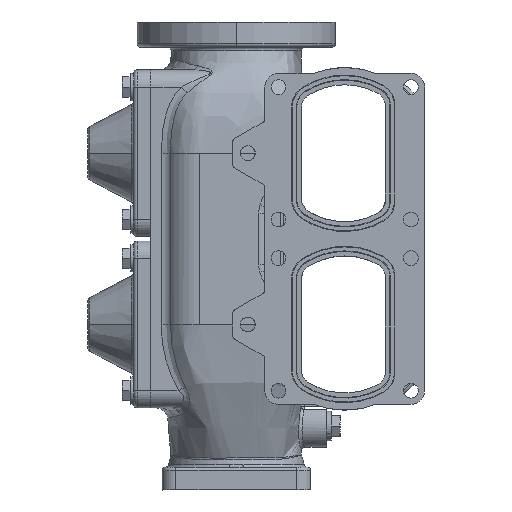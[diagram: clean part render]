
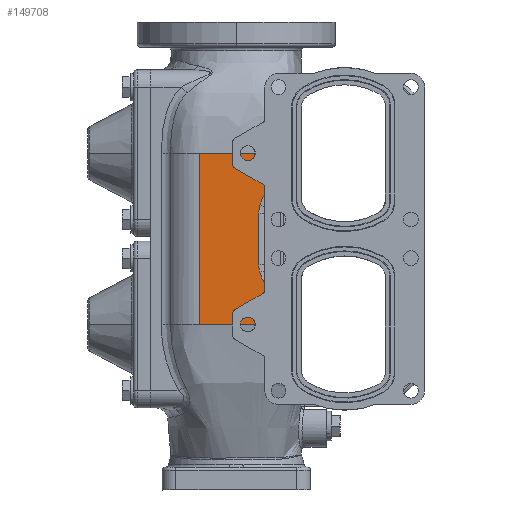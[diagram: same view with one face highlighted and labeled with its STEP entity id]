
A CAD part, left-side view. The second image highlights one B-rep face of the part: STEP entity #149708.
In plain terms, the highlighted planar face has unit normal (-1, 0, 0).
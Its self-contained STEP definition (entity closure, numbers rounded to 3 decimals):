
#308 = ORIENTED_EDGE ( 'NONE', *, *, #37438, .T. ) ;
#1005 = ORIENTED_EDGE ( 'NONE', *, *, #37459, .F. ) ;
#1161 = ORIENTED_EDGE ( 'NONE', *, *, #37517, .T. ) ;
#1705 = ORIENTED_EDGE ( 'NONE', *, *, #37495, .F. ) ;
#1756 = ORIENTED_EDGE ( 'NONE', *, *, #37505, .T. ) ;
#1772 = ORIENTED_EDGE ( 'NONE', *, *, #37519, .F. ) ;
#1789 = ORIENTED_EDGE ( 'NONE', *, *, #162952, .T. ) ;
#1822 = ORIENTED_EDGE ( 'NONE', *, *, #37510, .T. ) ;
#1913 = ORIENTED_EDGE ( 'NONE', *, *, #37486, .T. ) ;
#2243 = ORIENTED_EDGE ( 'NONE', *, *, #37507, .T. ) ;
#24778 = VERTEX_POINT ( 'NONE', #120584 ) ;
#25423 = VERTEX_POINT ( 'NONE', #118572 ) ;
#25631 = CARTESIAN_POINT ( 'NONE',  ( -89.999, 89., -75. ) ) ;
#25725 = VERTEX_POINT ( 'NONE', #118908 ) ;
#26205 = VERTEX_POINT ( 'NONE', #119664 ) ;
#26225 = VERTEX_POINT ( 'NONE', #119730 ) ;
#26357 = VERTEX_POINT ( 'NONE', #117889 ) ;
#27176 = VERTEX_POINT ( 'NONE', #119873 ) ;
#27276 = VERTEX_POINT ( 'NONE', #119477 ) ;
#37438 = EDGE_CURVE ( 'NONE', #25725, #25423, #137479, .T. ) ;
#37459 = EDGE_CURVE ( 'NONE', #26357, #25423, #73708, .T. ) ;
#37486 = EDGE_CURVE ( 'NONE', #27276, #26225, #137171, .T. ) ;
#37495 = EDGE_CURVE ( 'NONE', #27276, #50969, #73768, .T. ) ;
#37505 = EDGE_CURVE ( 'NONE', #24778, #51254, #73804, .T. ) ;
#37507 = EDGE_CURVE ( 'NONE', #26225, #27176, #146609, .T. ) ;
#37510 = EDGE_CURVE ( 'NONE', #27176, #26205, #73794, .T. ) ;
#37517 = EDGE_CURVE ( 'NONE', #26205, #25725, #146611, .T. ) ;
#37519 = EDGE_CURVE ( 'NONE', #24778, #26357, #137161, .T. ) ;
#50969 = VERTEX_POINT ( 'NONE', #75345 ) ;
#51254 = VERTEX_POINT ( 'NONE', #25631 ) ;
#60216 = CARTESIAN_POINT ( 'NONE',  ( -90., 34.85, 75. ) ) ;
#60332 = CARTESIAN_POINT ( 'NONE',  ( -90., 54.61, 75. ) ) ;
#60334 = CARTESIAN_POINT ( 'NONE',  ( -90., 40.55, 75. ) ) ;
#60338 = CARTESIAN_POINT ( 'NONE',  ( -90., 37.7, 75. ) ) ;
#60385 = CARTESIAN_POINT ( 'NONE',  ( -90., 32.081, 75. ) ) ;
#60655 = CARTESIAN_POINT ( 'NONE',  ( -90., 32., 75. ) ) ;
#60704 = CARTESIAN_POINT ( 'NONE',  ( -90., 32.04, 75. ) ) ;
#60849 = CARTESIAN_POINT ( 'NONE',  ( -90., 32.95, 75. ) ) ;
#60889 = CARTESIAN_POINT ( 'NONE',  ( -90., 82.16, 75. ) ) ;
#60893 = CARTESIAN_POINT ( 'NONE',  ( -90., 85.2, 75. ) ) ;
#60903 = CARTESIAN_POINT ( 'NONE',  ( -90., 87.48, 75. ) ) ;
#60909 = CARTESIAN_POINT ( 'NONE',  ( -90., 88.919, 75. ) ) ;
#60913 = CARTESIAN_POINT ( 'NONE',  ( -90., 36.336, 29.365 ) ) ;
#60918 = CARTESIAN_POINT ( 'NONE',  ( -90., 88.96, 75. ) ) ;
#60963 = CARTESIAN_POINT ( 'NONE',  ( -90., 68.48, 75. ) ) ;
#61138 = DIRECTION ( 'NONE',  ( 0., 0., -1. ) ) ;
#61146 = CARTESIAN_POINT ( 'NONE',  ( -90., 36.662, 28.265 ) ) ;
#61221 = CARTESIAN_POINT ( 'NONE',  ( -90., 32., -39.432 ) ) ;
#61227 = CARTESIAN_POINT ( 'NONE',  ( -90., 36.336, -29.365 ) ) ;
#61231 = CARTESIAN_POINT ( 'NONE',  ( -90., 33.651, -36.885 ) ) ;
#61234 = CARTESIAN_POINT ( 'NONE',  ( -90., 35.113, -33.49 ) ) ;
#61300 = CARTESIAN_POINT ( 'NONE',  ( -90., 32., 75. ) ) ;
#61303 = DIRECTION ( 'NONE',  ( 0., 0., -1. ) ) ;
#61332 = CARTESIAN_POINT ( 'NONE',  ( -90., 37.247, -22.623 ) ) ;
#61336 = CARTESIAN_POINT ( 'NONE',  ( -90., 37.247, -23.767 ) ) ;
#61340 = CARTESIAN_POINT ( 'NONE',  ( -90., 37.177, -24.902 ) ) ;
#61343 = CARTESIAN_POINT ( 'NONE',  ( -90., 36.884, -27.151 ) ) ;
#61346 = CARTESIAN_POINT ( 'NONE',  ( -90., 36.662, -28.265 ) ) ;
#61356 = DIRECTION ( 'NONE',  ( 0., 0., -1. ) ) ;
#61391 = CARTESIAN_POINT ( 'NONE',  ( -90., 36.336, -29.365 ) ) ;
#61404 = CARTESIAN_POINT ( 'NONE',  ( -90., 37.247, 75. ) ) ;
#61418 = DIRECTION ( 'NONE',  ( 0., 0., 1. ) ) ;
#61969 = CARTESIAN_POINT ( 'NONE',  ( -90., 37.247, 22.623 ) ) ;
#62048 = CARTESIAN_POINT ( 'NONE',  ( -89.999, 89., 75. ) ) ;
#62102 = CARTESIAN_POINT ( 'NONE',  ( -90., 37.247, 23.767 ) ) ;
#62134 = CARTESIAN_POINT ( 'NONE',  ( -90., 37.177, 24.902 ) ) ;
#62137 = CARTESIAN_POINT ( 'NONE',  ( -90., 36.884, 27.151 ) ) ;
#62376 = CARTESIAN_POINT ( 'NONE',  ( -90., 32., 75. ) ) ;
#62437 = CARTESIAN_POINT ( 'NONE',  ( -90., 33.651, 36.885 ) ) ;
#62496 = CARTESIAN_POINT ( 'NONE',  ( -90., 32., 39.432 ) ) ;
#62580 = CARTESIAN_POINT ( 'NONE',  ( -90., 35.113, 33.49 ) ) ;
#62741 = CARTESIAN_POINT ( 'NONE',  ( -90., 36.336, 29.365 ) ) ;
#63167 = CARTESIAN_POINT ( 'NONE',  ( -90., 89., 75. ) ) ;
#73708 = LINE ( 'NONE', #62376, #73735 ) ;
#73735 = VECTOR ( 'NONE', #61138, 1000. ) ;
#73768 = LINE ( 'NONE', #61300, #73781 ) ;
#73774 = VECTOR ( 'NONE', #61418, 1000. ) ;
#73781 = VECTOR ( 'NONE', #61303, 1000. ) ;
#73794 = LINE ( 'NONE', #61404, #73774 ) ;
#73797 = VECTOR ( 'NONE', #61356, 1000. ) ;
#73804 = LINE ( 'NONE', #63167, #73797 ) ;
#75345 = CARTESIAN_POINT ( 'NONE',  ( -90., 32., -75. ) ) ;
#77689 = EDGE_LOOP ( 'NONE', ( #1161, #308, #1005, #1772, #1756, #1789, #1705, #1913, #2243, #1822 ) ) ;
#92075 = AXIS2_PLACEMENT_3D ( 'NONE', #130898, #130932, #130935 ) ;
#94850 = B_SPLINE_CURVE_WITH_KNOTS ( 'NONE', 3,
 ( #182773, #182778, #182779, #182780 ),
 .UNSPECIFIED., .F., .F.,
 ( 4, 4 ),
 ( 0., 1. ),
 .UNSPECIFIED. ) ;
#117889 = CARTESIAN_POINT ( 'NONE',  ( -90., 32., 75. ) ) ;
#118572 = CARTESIAN_POINT ( 'NONE',  ( -90., 32., 39.432 ) ) ;
#118908 = CARTESIAN_POINT ( 'NONE',  ( -90., 36.336, 29.365 ) ) ;
#119477 = CARTESIAN_POINT ( 'NONE',  ( -90., 32., -39.432 ) ) ;
#119664 = CARTESIAN_POINT ( 'NONE',  ( -90., 37.247, 22.623 ) ) ;
#119730 = CARTESIAN_POINT ( 'NONE',  ( -90., 36.336, -29.365 ) ) ;
#119873 = CARTESIAN_POINT ( 'NONE',  ( -90., 37.247, -22.623 ) ) ;
#120584 = CARTESIAN_POINT ( 'NONE',  ( -89.999, 89., 75. ) ) ;
#130898 = CARTESIAN_POINT ( 'NONE',  ( -90., 89., 75. ) ) ;
#130901 = PLANE ( 'NONE',  #92075 ) ;
#130932 = DIRECTION ( 'NONE',  ( 1., 0., 0. ) ) ;
#130935 = DIRECTION ( 'NONE',  ( 0., 1., 0. ) ) ;
#132613 = FACE_OUTER_BOUND ( 'NONE', #77689, .T. ) ;
#137161 =( BOUNDED_CURVE ( )  B_SPLINE_CURVE ( 3, ( #62048, #60918, #60909, #60903, #60893, #60889, #60963, #60332, #60334, #60338, #60216, #60849, #60385, #60704, #60655 ),
 .UNSPECIFIED., .F., .T. ) 
 B_SPLINE_CURVE_WITH_KNOTS ( ( 4, 2, 1, 1, 1, 1, 1, 1, 1, 2, 4 ),
 ( 0.222, 0.222, 0.231, 0.236, 0.24, 0.311, 0.317, 0.322, 0.328, 0.333, 0.334 ),
 .UNSPECIFIED. ) 
 CURVE ( )  GEOMETRIC_REPRESENTATION_ITEM ( )  RATIONAL_B_SPLINE_CURVE ( ( 0.993, 0.994, 0.994, 1., 1., 1., 1., 1., 1., 1., 1., 1., 0.994, 0.993, 0.993 ) ) 
 REPRESENTATION_ITEM ( '' )  );
#137171 =( BOUNDED_CURVE ( )  B_SPLINE_CURVE ( 3, ( #61221, #61231, #61234, #61227 ),
 .UNSPECIFIED., .F., .T. ) 
 B_SPLINE_CURVE_WITH_KNOTS ( ( 4, 4 ),
 ( 0.486, 0.857 ),
 .UNSPECIFIED. ) 
 CURVE ( )  GEOMETRIC_REPRESENTATION_ITEM ( )  RATIONAL_B_SPLINE_CURVE ( ( 1., 0.989, 0.989, 1. ) ) 
 REPRESENTATION_ITEM ( '' )  );
#137479 =( BOUNDED_CURVE ( )  B_SPLINE_CURVE ( 3, ( #62741, #62580, #62437, #62496 ),
 .UNSPECIFIED., .F., .F. ) 
 B_SPLINE_CURVE_WITH_KNOTS ( ( 4, 4 ),
 ( 2.285, 2.656 ),
 .UNSPECIFIED. ) 
 CURVE ( )  GEOMETRIC_REPRESENTATION_ITEM ( )  RATIONAL_B_SPLINE_CURVE ( ( 1., 0.989, 0.989, 1. ) ) 
 REPRESENTATION_ITEM ( '' )  );
#146609 = B_SPLINE_CURVE_WITH_KNOTS ( 'NONE', 3,
 ( #61391, #61346, #61343, #61340, #61336, #61332 ),
 .UNSPECIFIED., .F., .F.,
 ( 4, 2, 4 ),
 ( 0., 0.003, 0.007 ),
 .UNSPECIFIED. ) ;
#146611 = B_SPLINE_CURVE_WITH_KNOTS ( 'NONE', 3,
 ( #61969, #62102, #62134, #62137, #61146, #60913 ),
 .UNSPECIFIED., .F., .F.,
 ( 4, 2, 4 ),
 ( 0., 0.003, 0.007 ),
 .UNSPECIFIED. ) ;
#149708 = ADVANCED_FACE ( 'NONE', ( #132613 ), #130901, .F. ) ;
#162952 = EDGE_CURVE ( 'NONE', #51254, #50969, #94850, .T. ) ;
#182773 = CARTESIAN_POINT ( 'NONE',  ( -89.999, 89., -75. ) ) ;
#182778 = CARTESIAN_POINT ( 'NONE',  ( -90., 70., -75. ) ) ;
#182779 = CARTESIAN_POINT ( 'NONE',  ( -90., 51., -75. ) ) ;
#182780 = CARTESIAN_POINT ( 'NONE',  ( -90., 32., -75. ) ) ;
